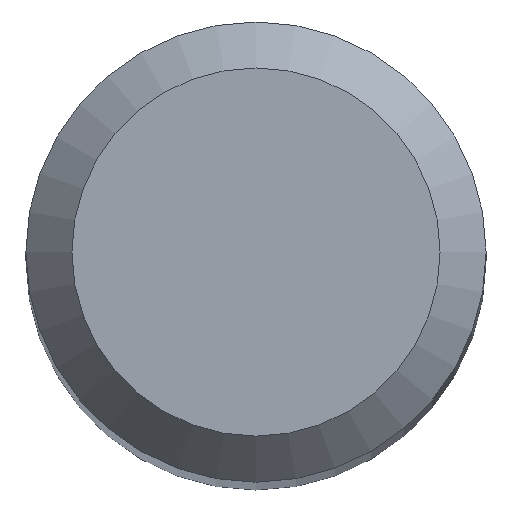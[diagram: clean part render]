
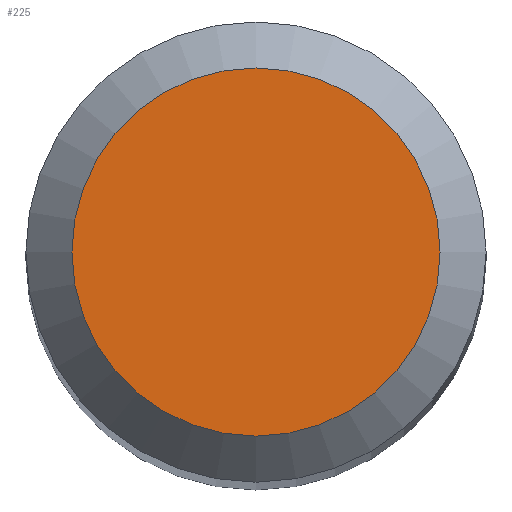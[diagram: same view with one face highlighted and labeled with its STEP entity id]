
A CAD part, top view. The second image highlights one B-rep face of the part: STEP entity #225.
In plain terms, the highlighted planar face has unit normal (0, 0, 1).
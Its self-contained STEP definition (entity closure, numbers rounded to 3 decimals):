
#5 = DIRECTION ( 'NONE',  ( 1., 0., 0. ) ) ;
#10 = DIRECTION ( 'NONE',  ( 1., 0., 0. ) ) ;
#50 = VERTEX_POINT ( 'NONE', #152 ) ;
#56 = ORIENTED_EDGE ( 'NONE', *, *, #88, .T. ) ;
#58 = CIRCLE ( 'NONE', #200, 1.2 ) ;
#65 = DIRECTION ( 'NONE',  ( 0., 0., 1. ) ) ;
#88 = EDGE_CURVE ( 'NONE', #50, #50, #58, .T. ) ;
#90 = PLANE ( 'NONE',  #237 ) ;
#103 = FACE_OUTER_BOUND ( 'NONE', #174, .T. ) ;
#152 = CARTESIAN_POINT ( 'NONE',  ( 1.2, 0., 0. ) ) ;
#174 = EDGE_LOOP ( 'NONE', ( #56 ) ) ;
#184 = DIRECTION ( 'NONE',  ( 0., 0., 1. ) ) ;
#194 = CARTESIAN_POINT ( 'NONE',  ( 0., 0., 0. ) ) ;
#200 = AXIS2_PLACEMENT_3D ( 'NONE', #194, #65, #5 ) ;
#225 = ADVANCED_FACE ( 'NONE', ( #103 ), #90, .T. ) ;
#237 = AXIS2_PLACEMENT_3D ( 'NONE', #238, #184, #10 ) ;
#238 = CARTESIAN_POINT ( 'NONE',  ( 0., 0., 0. ) ) ;
